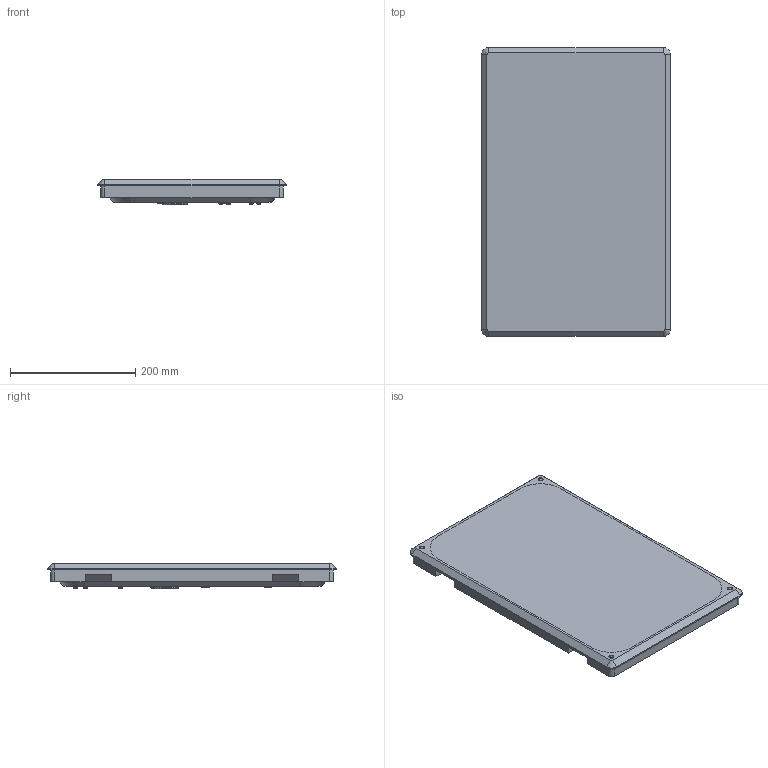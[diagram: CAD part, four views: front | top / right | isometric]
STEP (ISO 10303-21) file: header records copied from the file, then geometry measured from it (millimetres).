
FILE_DESCRIPTION (( 'STEP AP203' ), '1' );
FILE_NAME ('AGILERA DT.STEP', '2024-08-14T07:54:13', ( '' ), ( '' ), 'SwSTEP 2.0', 'SolidWorks 2024', '' );
FILE_SCHEMA (( 'CONFIG_CONTROL_DESIGN' ));
Length unit declared in the file: millimetre
Products named in the file (13): hex socket head screws_iso_ISO 14586 - ST3.5 x 22-C-N; резьбовая вставка; 1Экс Низ.; винт мебельный 6_25; задник; AGILERA DT; Данте; кольцо стеклотекст; корпус мембраны; мембрана; резьбовая заклепка; гриль; hex tapping screws_iso_Tapping Screw ISO 14585 - ST3.5 x 9.5-C-N
Assembly tree (37 placements, depth 2):
  AGILERA DT
    задник
    корпус мембраны
    мембрана
    1Экс Низ.
    резьбовая заклепка  x4
    hex tapping screws_iso_Tapping Screw ISO 14585 - ST3.5 x 9.5-C-N  x14
    кольцо стеклотекст
    hex socket head screws_iso_ISO 14586 - ST3.5 x 22-C-N  x4
    гриль
    резьбовая вставка  x4
    винт мебельный 6_25  x4
    Данте
Bounding box: 301 x 461 x 40.5 mm (x, y, z)
Volume: 1829008.5 mm3; surface area: 865979 mm2
Topology: 38 solids, 39 shells, 1590 faces, 3668 edges, 2211 vertices
Faces by surface type: plane 661, cylinder 534, cone 247, torus 84, bspline 36, sphere 28
Entity records: 31416 total; most frequent: DIRECTION 5457, CARTESIAN_POINT 5103, ORIENTED_EDGE 4800, EDGE_CURVE 2400, AXIS2_PLACEMENT_3D 2077, VERTEX_POINT 1507, VECTOR 1303, LINE 1303
